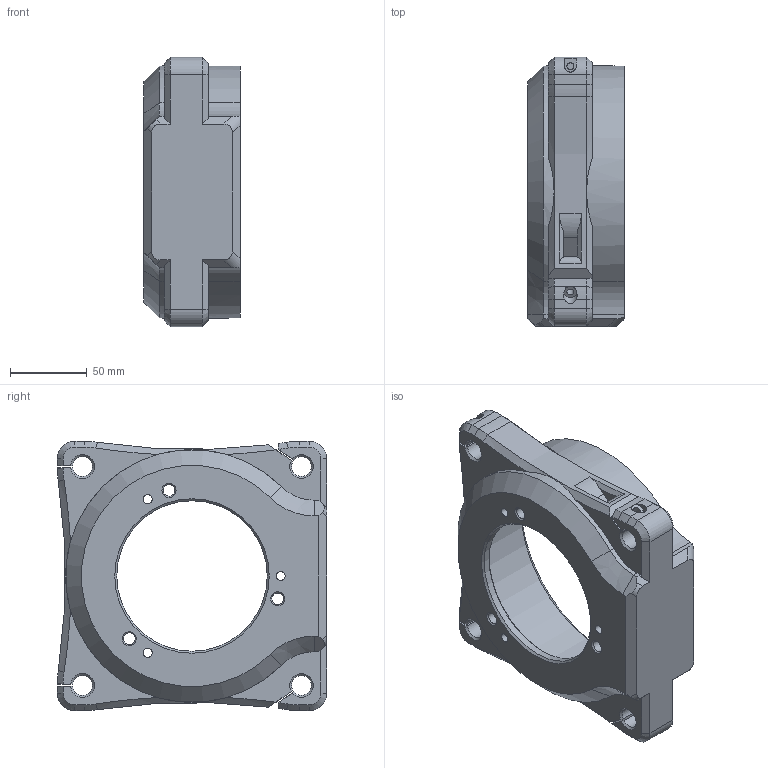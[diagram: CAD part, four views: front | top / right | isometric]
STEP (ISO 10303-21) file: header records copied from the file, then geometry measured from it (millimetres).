
FILE_DESCRIPTION(/* description */ ('','CAx-IF Rec.Pracs.---Representation and Presentation of Product Manufacturing Information (PMI)---4.0---2014-10-13'),/* implementation_level */ '2;1');
FILE_NAME(/* name */ 'HolderMainMirror.step',/* time_stamp */ '2024-12-19T21:40:34-05:00',/* author */ (''),/* organization */ (''),/* preprocessor_version */ 'ST-DEVELOPER v20',/* originating_system */ 'Autodesk Translation Framework v13.20.0.188',/* authorisation */ '');
FILE_SCHEMA (('AP242_MANAGED_MODEL_BASED_3D_ENGINEERING_MIM_LF { 1 0 10303 442 1 1 4 }'));
Length unit declared in the file: inch
Products named in the file (1): HolderMainMirror
Bounding box: 62.58 x 175 x 175 mm (x, y, z)
Volume: 563800.3 mm3; surface area: 108971.8 mm2
Topology: 1 solids, 1 shells, 203 faces, 531 edges, 337 vertices
Faces by surface type: plane 94, cone 56, cylinder 53
Full cylindrical faces by diameter (mm): 4.496 x8, 5.9 x3, 7.595 x3, 97.79 x1, 145.25 x1
Entity records: 6430 total; most frequent: CARTESIAN_POINT 1332, DIRECTION 1069, ORIENTED_EDGE 1062, EDGE_CURVE 531, AXIS2_PLACEMENT_3D 390, VERTEX_POINT 337, LINE 289, VECTOR 289
